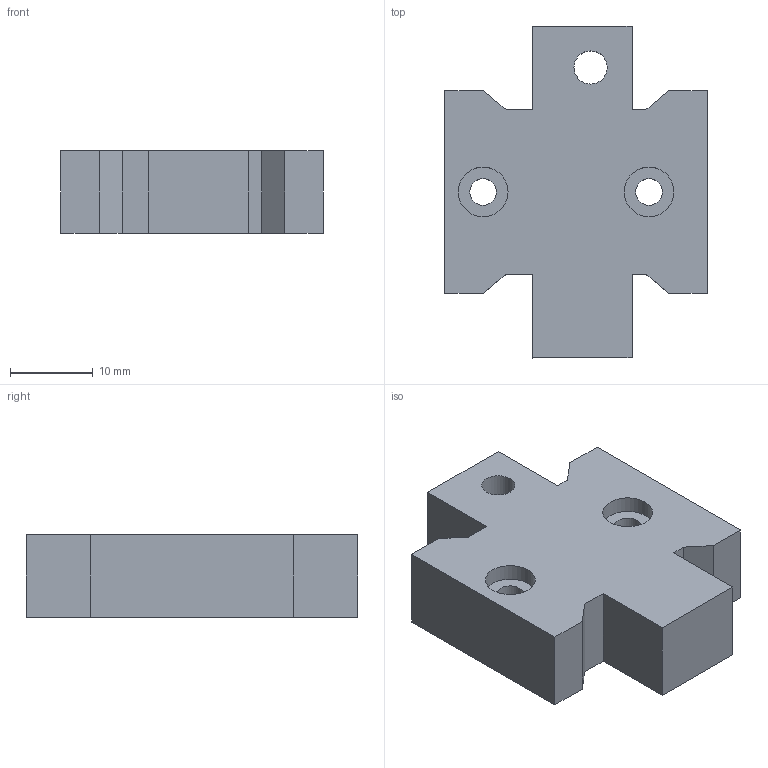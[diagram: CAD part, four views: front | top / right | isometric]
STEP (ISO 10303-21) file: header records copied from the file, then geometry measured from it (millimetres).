
FILE_DESCRIPTION(('STEP AP242'), '1');
FILE_NAME('êðåñò1ú', '', ('UNSPECIFIED'), ('UNSPECIFIED'), 'C3D Converter', 'C3D Toolkit', '');
FILE_SCHEMA(('AP242_MANAGED_MODEL_BASED_3D_ENGINEERING_MIM_LF { 1 0 10303 442 1 1 4 }'));
Length unit declared in the file: millimetre
Bounding box: 31.61 x 40 x 10 mm (x, y, z)
Volume: 8879.5 mm3; surface area: 3712.8 mm2
Topology: 1 solids, 1 shells, 29 faces, 75 edges, 50 vertices
Faces by surface type: plane 24, cylinder 5
Full cylindrical faces by diameter (mm): 3.2 x2, 4 x1, 6 x2
Entity records: 1133 total; most frequent: CARTESIAN_POINT 150, DIRECTION 140, ORIENTED_EDGE 140, EDGE_CURVE 70, LINE 60, VECTOR 60, VERTEX_POINT 50, EDGE_LOOP 42
